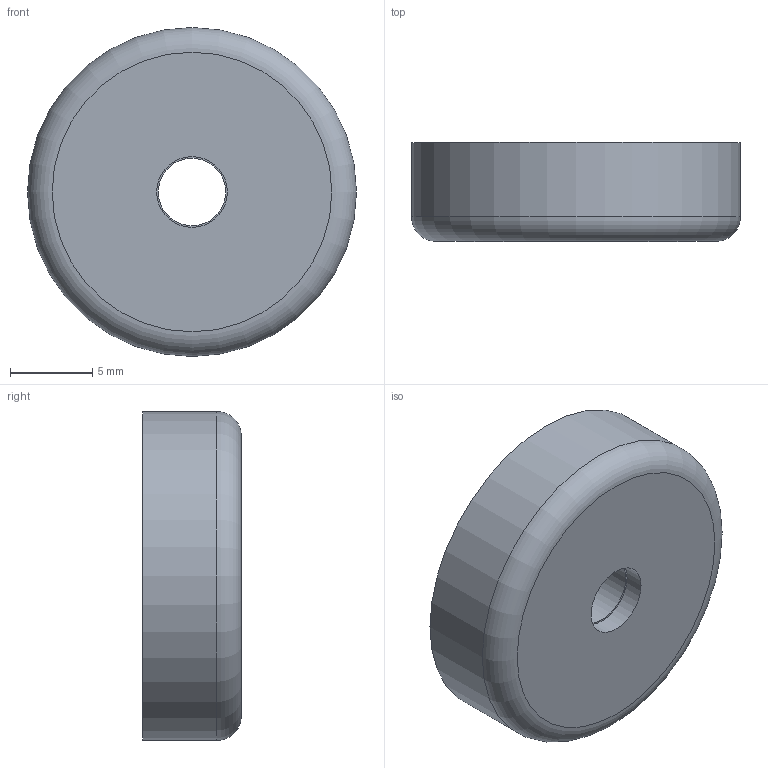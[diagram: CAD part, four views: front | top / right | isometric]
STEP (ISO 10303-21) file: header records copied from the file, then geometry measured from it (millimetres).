
FILE_DESCRIPTION(/* description */ (''),/* implementation_level */ '2;1');
FILE_NAME(/* name */ 'GM16601 -.stp',/* time_stamp */ '2019-09-25T13:12:32+02:00',/* author */ ('PV'),/* organization */ (''),/* preprocessor_version */ 'ST-DEVELOPER v17.2',/* originating_system */ 'Autodesk Inventor 2019',/* authorisation */ '');
FILE_SCHEMA (('AUTOMOTIVE_DESIGN { 1 0 10303 214 3 1 1 }'));
Length unit declared in the file: millimetre
Products named in the file (4): GM16601; E0120192; E0120191; E0120193
Assembly tree (3 placements, depth 2):
  GM16601
    E0120192
    E0120191
    E0120193
Bounding box: 20 x 6 x 20 mm (x, y, z)
Volume: 1710.1 mm3; surface area: 2491.4 mm2
Topology: 3 solids, 3 shells, 17 faces, 49 edges, 38 vertices
Faces by surface type: cylinder 7, plane 6, torus 3, cone 1
Full cylindrical faces by diameter (mm): 4.1 x1, 4.3 x1, 17 x2, 17.6 x2, 20 x1
Entity records: 781 total; most frequent: DIRECTION 138, CARTESIAN_POINT 111, ORIENTED_EDGE 98, AXIS2_PLACEMENT_3D 65, EDGE_CURVE 49, CIRCLE 41, VERTEX_POINT 38, EDGE_LOOP 23
